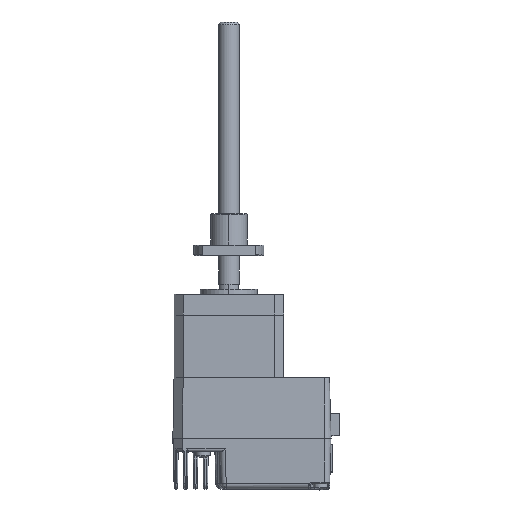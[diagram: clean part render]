
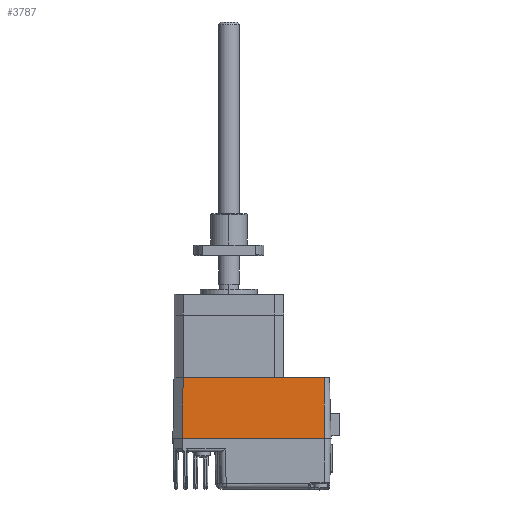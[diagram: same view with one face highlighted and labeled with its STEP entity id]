
A CAD part, top view. The second image highlights one B-rep face of the part: STEP entity #3787.
In plain terms, the highlighted planar face has unit normal (0, 0.026, 1).
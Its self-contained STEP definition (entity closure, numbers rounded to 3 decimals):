
#459 = EDGE_CURVE ( 'NONE', #4716, #16200, #15369, .T. ) ;
#1062 = ORIENTED_EDGE ( 'NONE', *, *, #459, .T. ) ;
#1156 = ORIENTED_EDGE ( 'NONE', *, *, #13943, .T. ) ;
#2101 = VECTOR ( 'NONE', #9201, 1000. ) ;
#2323 = CARTESIAN_POINT ( 'NONE',  ( -14.336, -74.408, 76.265 ) ) ;
#2875 = CARTESIAN_POINT ( 'NONE',  ( -14.081, -50.908, 75.65 ) ) ;
#3405 = FACE_OUTER_BOUND ( 'NONE', #9345, .T. ) ;
#3787 = ADVANCED_FACE ( 'NONE', ( #3405 ), #12212, .T. ) ;
#4105 = CARTESIAN_POINT ( 'NONE',  ( 40.319, -50.908, 75.65 ) ) ;
#4716 = VERTEX_POINT ( 'NONE', #2875 ) ;
#4994 = EDGE_CURVE ( 'NONE', #16200, #7199, #9126, .T. ) ;
#5135 = CARTESIAN_POINT ( 'NONE',  ( -14.081, -50.908, 75.65 ) ) ;
#5674 = ORIENTED_EDGE ( 'NONE', *, *, #10963, .T. ) ;
#6080 = DIRECTION ( 'NONE',  ( 1., 0., 0. ) ) ;
#6403 = LINE ( 'NONE', #7404, #9755 ) ;
#6558 = DIRECTION ( 'NONE',  ( 0., -1., 0.026 ) ) ;
#7199 = VERTEX_POINT ( 'NONE', #13001 ) ;
#7404 = CARTESIAN_POINT ( 'NONE',  ( -14.081, -50.908, 75.65 ) ) ;
#9126 = LINE ( 'NONE', #16031, #15367 ) ;
#9201 = DIRECTION ( 'NONE',  ( 0., 1., -0.026 ) ) ;
#9276 = AXIS2_PLACEMENT_3D ( 'NONE', #5135, #15075, #6558 ) ;
#9345 = EDGE_LOOP ( 'NONE', ( #5674, #1062, #12029, #1156 ) ) ;
#9755 = VECTOR ( 'NONE', #13069, 1000. ) ;
#10556 = DIRECTION ( 'NONE',  ( -0.011, -1., 0.026 ) ) ;
#10747 = CARTESIAN_POINT ( 'NONE',  ( -14.081, -50.908, 75.65 ) ) ;
#10963 = EDGE_CURVE ( 'NONE', #13250, #4716, #6403, .T. ) ;
#12029 = ORIENTED_EDGE ( 'NONE', *, *, #4994, .T. ) ;
#12212 = PLANE ( 'NONE',  #9276 ) ;
#13001 = CARTESIAN_POINT ( 'NONE',  ( 40.319, -74.408, 76.265 ) ) ;
#13069 = DIRECTION ( 'NONE',  ( -1., 0., 0. ) ) ;
#13250 = VERTEX_POINT ( 'NONE', #4105 ) ;
#13943 = EDGE_CURVE ( 'NONE', #7199, #13250, #16844, .T. ) ;
#15075 = DIRECTION ( 'NONE',  ( 0., 0.026, 1. ) ) ;
#15367 = VECTOR ( 'NONE', #6080, 1000. ) ;
#15369 = LINE ( 'NONE', #10747, #15832 ) ;
#15832 = VECTOR ( 'NONE', #10556, 1000. ) ;
#16031 = CARTESIAN_POINT ( 'NONE',  ( -14.081, -74.408, 76.265 ) ) ;
#16200 = VERTEX_POINT ( 'NONE', #2323 ) ;
#16844 = LINE ( 'NONE', #17733, #2101 ) ;
#17733 = CARTESIAN_POINT ( 'NONE',  ( 40.319, -50.908, 75.65 ) ) ;
